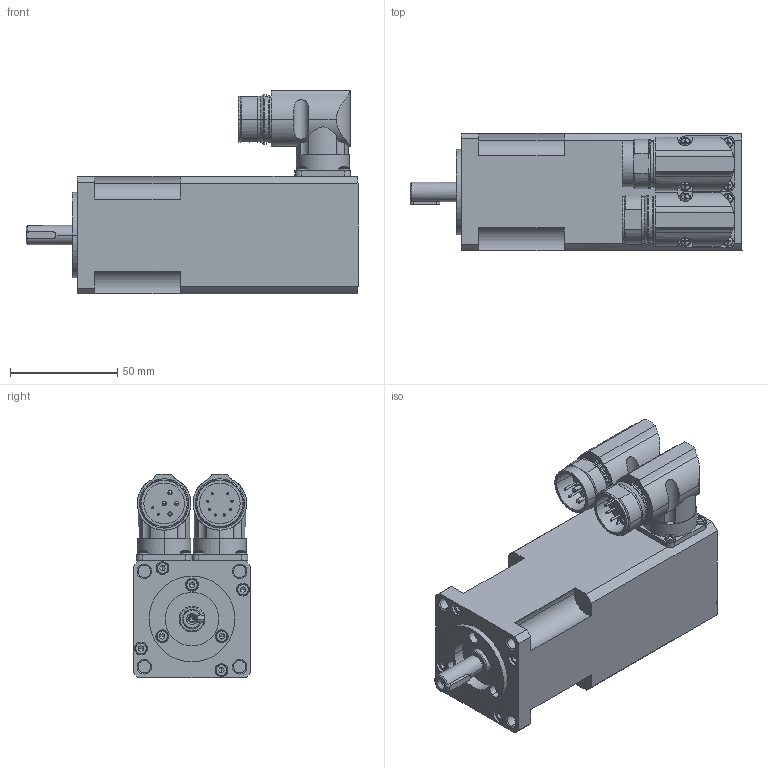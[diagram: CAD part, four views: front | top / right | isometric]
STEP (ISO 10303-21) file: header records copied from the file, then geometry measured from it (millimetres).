
FILE_DESCRIPTION((''),'2;1');
FILE_NAME('ACM2n0010-BR.stp','2005-05-18T15:11:50',(''),(''),'Mechanical Desktop 2005','Mechanical Desktop 2005',', , ');
FILE_SCHEMA(('AUTOMOTIVE_DESIGN { 1 2 10303 214 0 1 1 1 }'));
Length unit declared in the file: millimetre
Products named in the file (2): ACM2N0010-BR; CARCASA
Assembly tree (1 placements, depth 2):
  ACM2N0010-BR
    CARCASA
Bounding box: 155 x 55 x 95.22 mm (x, y, z)
Volume: 433732.8 mm3; surface area: 51275.1 mm2
Topology: 1 solids, 1 shells, 787 faces, 1946 edges, 1171 vertices
Faces by surface type: plane 385, cylinder 214, cone 114, sphere 32, torus 24, bspline 18
Entity records: 24688 total; most frequent: CARTESIAN_POINT 6452, DIRECTION 3909, ORIENTED_EDGE 3772, EDGE_CURVE 1886, AXIS2_PLACEMENT_3D 1512, VERTEX_POINT 1171, VECTOR 885, LINE 885
